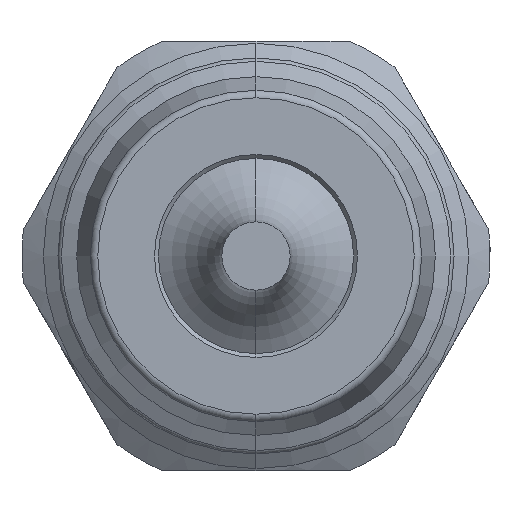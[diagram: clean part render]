
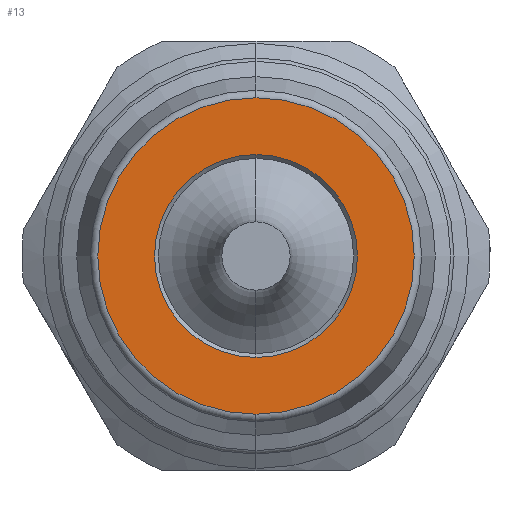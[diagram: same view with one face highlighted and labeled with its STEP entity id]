
A CAD part, left-side view. The second image highlights one B-rep face of the part: STEP entity #13.
In plain terms, the highlighted planar face has unit normal (-1, 0, 0).
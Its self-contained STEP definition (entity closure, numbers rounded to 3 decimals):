
#13 = ADVANCED_FACE ( 'NONE', ( #333, #332 ), #1352, .T. ) ;
#55 = ORIENTED_EDGE ( 'NONE', *, *, #1759, .F. ) ;
#60 = CIRCLE ( 'NONE', #1518, 5.2 ) ;
#141 = ORIENTED_EDGE ( 'NONE', *, *, #1672, .F. ) ;
#168 = CIRCLE ( 'NONE', #1576, 5.2 ) ;
#169 = CIRCLE ( 'NONE', #1577, 8.109 ) ;
#200 = CIRCLE ( 'NONE', #1592, 8.109 ) ;
#332 = FACE_BOUND ( 'NONE', #364, .T. ) ;
#333 = FACE_OUTER_BOUND ( 'NONE', #366, .T. ) ;
#364 = EDGE_LOOP ( 'NONE', ( #141, #55 ) ) ;
#366 = EDGE_LOOP ( 'NONE', ( #608, #587 ) ) ;
#587 = ORIENTED_EDGE ( 'NONE', *, *, #1671, .T. ) ;
#608 = ORIENTED_EDGE ( 'NONE', *, *, #1550, .T. ) ;
#831 = CARTESIAN_POINT ( 'NONE',  ( -38., 0., 0. ) ) ;
#833 = DIRECTION ( 'NONE',  ( -1., 0., 0. ) ) ;
#834 = DIRECTION ( 'NONE',  ( 0., 0., 1. ) ) ;
#938 = CARTESIAN_POINT ( 'NONE',  ( -38., 0., 0. ) ) ;
#940 = DIRECTION ( 'NONE',  ( 0., 0., 1. ) ) ;
#941 = DIRECTION ( 'NONE',  ( -1., 0., 0. ) ) ;
#942 = CARTESIAN_POINT ( 'NONE',  ( -38., 0., 0. ) ) ;
#944 = DIRECTION ( 'NONE',  ( -1., 0., 0. ) ) ;
#945 = DIRECTION ( 'NONE',  ( 0., 0., 1. ) ) ;
#1070 = CARTESIAN_POINT ( 'NONE',  ( -38., 0., 0. ) ) ;
#1074 = DIRECTION ( 'NONE',  ( -1., 0., 0. ) ) ;
#1078 = DIRECTION ( 'NONE',  ( 0., 0., 1. ) ) ;
#1177 = CARTESIAN_POINT ( 'NONE',  ( -38., 0., 5.2 ) ) ;
#1200 = CARTESIAN_POINT ( 'NONE',  ( -38., 0., -5.2 ) ) ;
#1234 = CARTESIAN_POINT ( 'NONE',  ( -38., 0., -8.109 ) ) ;
#1346 = CARTESIAN_POINT ( 'NONE',  ( -38., -28.384, 0. ) ) ;
#1352 = PLANE ( 'NONE',  #1686 ) ;
#1361 = DIRECTION ( 'NONE',  ( -1., 0., 0. ) ) ;
#1362 = DIRECTION ( 'NONE',  ( 0., 0., 1. ) ) ;
#1393 = CARTESIAN_POINT ( 'NONE',  ( -38., 0., 8.109 ) ) ;
#1407 = VERTEX_POINT ( 'NONE', #1200 ) ;
#1411 = VERTEX_POINT ( 'NONE', #1177 ) ;
#1414 = VERTEX_POINT ( 'NONE', #1234 ) ;
#1436 = VERTEX_POINT ( 'NONE', #1393 ) ;
#1518 = AXIS2_PLACEMENT_3D ( 'NONE', #1070, #1074, #1078 ) ;
#1550 = EDGE_CURVE ( 'NONE', #1436, #1414, #200, .T. ) ;
#1576 = AXIS2_PLACEMENT_3D ( 'NONE', #942, #944, #945 ) ;
#1577 = AXIS2_PLACEMENT_3D ( 'NONE', #938, #941, #940 ) ;
#1592 = AXIS2_PLACEMENT_3D ( 'NONE', #831, #833, #834 ) ;
#1671 = EDGE_CURVE ( 'NONE', #1414, #1436, #169, .T. ) ;
#1672 = EDGE_CURVE ( 'NONE', #1411, #1407, #168, .T. ) ;
#1686 = AXIS2_PLACEMENT_3D ( 'NONE', #1346, #1361, #1362 ) ;
#1759 = EDGE_CURVE ( 'NONE', #1407, #1411, #60, .T. ) ;
